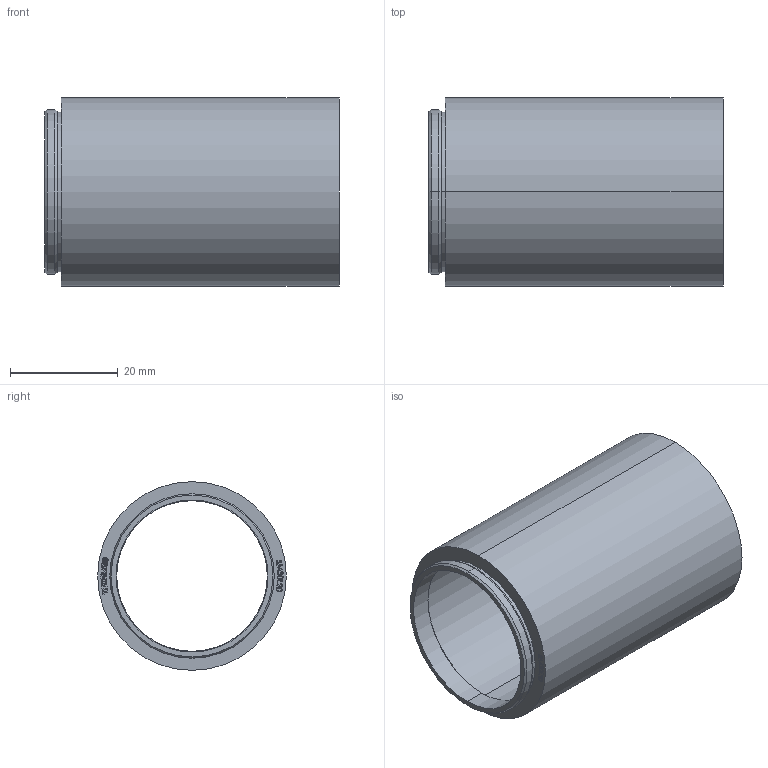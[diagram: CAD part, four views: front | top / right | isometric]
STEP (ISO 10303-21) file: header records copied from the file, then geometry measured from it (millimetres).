
FILE_DESCRIPTION (( 'STEP AP214' ), '1' );
FILE_NAME ('TTN090278-E0W.STEP', '2016-01-06T15:25:41', ( 'admin' ), ( '' ), 'SwSTEP 2.0', 'SolidWorks 2014', '' );
FILE_SCHEMA (( 'AUTOMOTIVE_DESIGN' ));
Length unit declared in the file: millimetre
Products named in the file (1): TTN090278-E0W
Bounding box: 54.61 x 35 x 35 mm (x, y, z)
Volume: 13520.7 mm3; surface area: 12470.9 mm2
Topology: 2 solids, 2 shells, 288 faces, 763 edges, 506 vertices
Faces by surface type: bspline 164, plane 98, cylinder 16, cone 10
Entity records: 16536 total; most frequent: CARTESIAN_POINT 7258, ORIENTED_EDGE 1526, EDGE_CURVE 763, DIRECTION 731, VERTEX_POINT 506, LINE 381, VECTOR 381, B_SPLINE_CURVE_WITH_KNOTS 332
